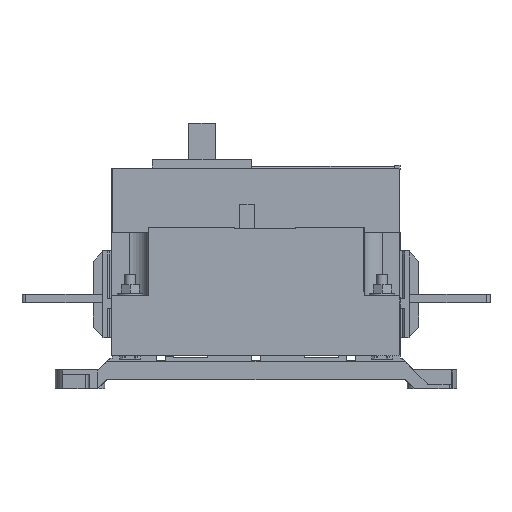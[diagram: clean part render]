
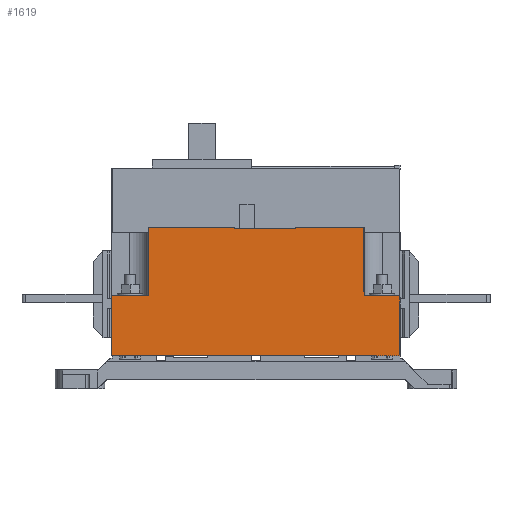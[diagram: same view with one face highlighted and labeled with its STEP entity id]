
A CAD part, left-side view. The second image highlights one B-rep face of the part: STEP entity #1619.
In plain terms, the highlighted planar face has unit normal (-1, 0, 0).
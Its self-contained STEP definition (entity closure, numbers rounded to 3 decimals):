
#1619=ADVANCED_FACE('',(#2827),#2214,.T.);
#2214=PLANE('',#15964);
#2827=FACE_OUTER_BOUND('',#3824,.T.);
#3824=EDGE_LOOP('',(#7673,#7674,#7675,#7676,#7677,#7678,#7679,#7680,#7681,
#7682,#7683,#7684));
#7673=ORIENTED_EDGE('',*,*,#10749,.T.);
#7674=ORIENTED_EDGE('',*,*,#11097,.F.);
#7675=ORIENTED_EDGE('',*,*,#10640,.F.);
#7676=ORIENTED_EDGE('',*,*,#11581,.T.);
#7677=ORIENTED_EDGE('',*,*,#11573,.F.);
#7678=ORIENTED_EDGE('',*,*,#11594,.F.);
#7679=ORIENTED_EDGE('',*,*,#11593,.T.);
#7680=ORIENTED_EDGE('',*,*,#11636,.T.);
#7681=ORIENTED_EDGE('',*,*,#11589,.F.);
#7682=ORIENTED_EDGE('',*,*,#11635,.F.);
#7683=ORIENTED_EDGE('',*,*,#11621,.T.);
#7684=ORIENTED_EDGE('',*,*,#11628,.F.);
#9060=VERTEX_POINT('',#22036);
#9061=VERTEX_POINT('',#22038);
#9138=VERTEX_POINT('',#22248);
#9139=VERTEX_POINT('',#22250);
#9700=VERTEX_POINT('',#24087);
#9701=VERTEX_POINT('',#24088);
#9709=VERTEX_POINT('',#24114);
#9712=VERTEX_POINT('',#24119);
#9714=VERTEX_POINT('',#24124);
#9716=VERTEX_POINT('',#24128);
#9732=VERTEX_POINT('',#24184);
#9733=VERTEX_POINT('',#24186);
#10640=EDGE_CURVE('',#9060,#9061,#12373,.T.);
#10749=EDGE_CURVE('',#9139,#9138,#12477,.T.);
#11097=EDGE_CURVE('',#9061,#9138,#12715,.T.);
#11573=EDGE_CURVE('',#9700,#9701,#13104,.T.);
#11581=EDGE_CURVE('',#9060,#9701,#13110,.T.);
#11589=EDGE_CURVE('',#9712,#9709,#13117,.T.);
#11593=EDGE_CURVE('',#9714,#9716,#13121,.T.);
#11594=EDGE_CURVE('',#9714,#9700,#13122,.T.);
#11621=EDGE_CURVE('',#9733,#9732,#13149,.T.);
#11628=EDGE_CURVE('',#9139,#9732,#13154,.T.);
#11635=EDGE_CURVE('',#9733,#9712,#13160,.T.);
#11636=EDGE_CURVE('',#9716,#9709,#13161,.T.);
#12373=LINE('',#22037,#13801);
#12477=LINE('',#22249,#13905);
#12715=LINE('',#23109,#14143);
#13104=LINE('',#24086,#14532);
#13110=LINE('',#24103,#14538);
#13117=LINE('',#24120,#14545);
#13121=LINE('',#24129,#14549);
#13122=LINE('',#24131,#14550);
#13149=LINE('',#24185,#14577);
#13154=LINE('',#24199,#14582);
#13160=LINE('',#24211,#14588);
#13161=LINE('',#24213,#14589);
#13801=VECTOR('',#17591,1.);
#13905=VECTOR('',#17755,1.);
#14143=VECTOR('',#18431,1.);
#14532=VECTOR('',#19390,1.);
#14538=VECTOR('',#19402,1.);
#14545=VECTOR('',#19419,1.);
#14549=VECTOR('',#19425,1.);
#14550=VECTOR('',#19428,1.);
#14577=VECTOR('',#19477,1.);
#14582=VECTOR('',#19490,1.);
#14588=VECTOR('',#19506,1.);
#14589=VECTOR('',#19509,1.);
#15964=AXIS2_PLACEMENT_3D('',#24214,#19510,#19511);
#17591=DIRECTION('',(0.,0.,-1.));
#17755=DIRECTION('',(0.,0.,-1.));
#18431=DIRECTION('',(0.,1.,0.));
#19390=DIRECTION('',(0.,0.,-1.));
#19402=DIRECTION('',(0.,1.,0.));
#19419=DIRECTION('',(0.,0.,-1.));
#19425=DIRECTION('',(0.,0.,-1.));
#19428=DIRECTION('',(0.,-1.,0.));
#19477=DIRECTION('',(0.,0.,-1.));
#19490=DIRECTION('',(0.,-1.,0.));
#19506=DIRECTION('',(0.,-1.,0.));
#19509=DIRECTION('',(0.,1.,0.));
#19510=DIRECTION('',(-1.,0.,0.));
#19511=DIRECTION('',(0.,-1.,0.));
#22036=CARTESIAN_POINT('',(-85.,-110.,-75.4));
#22037=CARTESIAN_POINT('',(-85.,-110.,-79.6));
#22038=CARTESIAN_POINT('',(-85.,-110.,-108.5));
#22248=CARTESIAN_POINT('',(-85.,50.,-108.5));
#22249=CARTESIAN_POINT('',(-85.,50.,-61.4));
#22250=CARTESIAN_POINT('',(-85.,50.,-75.4));
#23109=CARTESIAN_POINT('',(-85.,-93.5,-108.5));
#24086=CARTESIAN_POINT('',(-85.,-90.,-69.65));
#24087=CARTESIAN_POINT('',(-85.,-90.,-37.4));
#24088=CARTESIAN_POINT('',(-85.,-90.,-75.4));
#24103=CARTESIAN_POINT('',(-85.,-100.,-75.4));
#24114=CARTESIAN_POINT('',(-85.,-18.,-37.9));
#24119=CARTESIAN_POINT('',(-85.,-18.,-37.4));
#24120=CARTESIAN_POINT('',(-85.,-18.,-53.4));
#24124=CARTESIAN_POINT('',(-85.,-52.,-37.4));
#24128=CARTESIAN_POINT('',(-85.,-52.,-37.9));
#24129=CARTESIAN_POINT('',(-85.,-52.,-38.9));
#24131=CARTESIAN_POINT('',(-85.,-47.4,-37.4));
#24184=CARTESIAN_POINT('',(-85.,30.,-75.4));
#24185=CARTESIAN_POINT('',(-85.,30.,-84.1));
#24186=CARTESIAN_POINT('',(-85.,30.,-37.4));
#24199=CARTESIAN_POINT('',(-85.,40.,-75.4));
#24211=CARTESIAN_POINT('',(-85.,-23.6,-37.4));
#24213=CARTESIAN_POINT('',(-85.,-30.,-37.9));
#24214=CARTESIAN_POINT('',(-85.,-107.5,-70.25));
